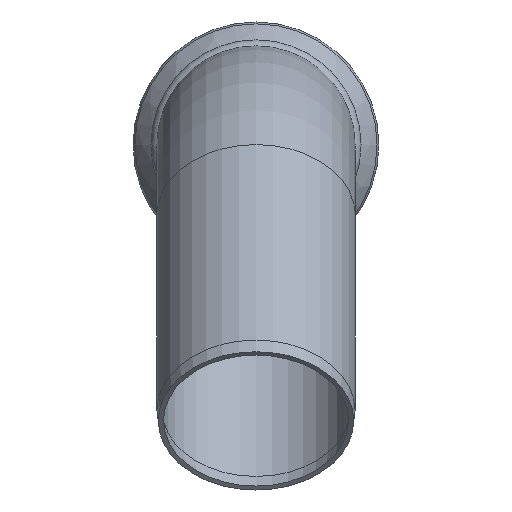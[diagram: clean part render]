
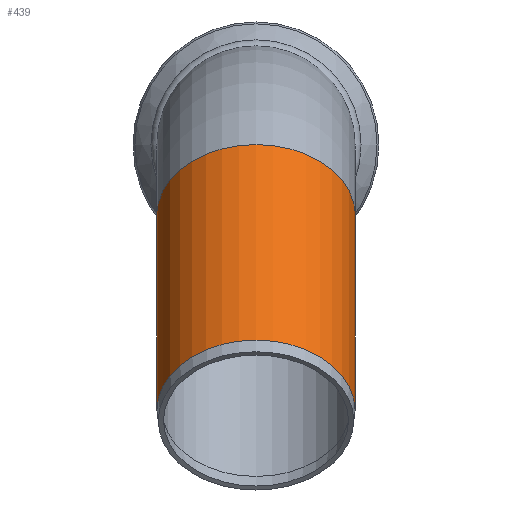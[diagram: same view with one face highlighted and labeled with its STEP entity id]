
A CAD part, left-side view. The second image highlights one B-rep face of the part: STEP entity #439.
In plain terms, the highlighted cylindrical face has radius 38.05 mm (diameter 76.1 mm), a full revolution.
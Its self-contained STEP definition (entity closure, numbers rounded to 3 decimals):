
#22=LINE('',#804,#35);
#35=VECTOR('',#608,38.05);
#47=CYLINDRICAL_SURFACE('',#497,38.05);
#59=FACE_OUTER_BOUND('',#80,.T.);
#80=EDGE_LOOP('',(#311,#312,#313,#314,#315,#316));
#115=CIRCLE('',#498,38.05);
#116=CIRCLE('',#499,38.05);
#117=CIRCLE('',#500,38.05);
#118=CIRCLE('',#501,38.05);
#173=VERTEX_POINT('',#799);
#174=VERTEX_POINT('',#800);
#175=VERTEX_POINT('',#803);
#176=VERTEX_POINT('',#805);
#229=EDGE_CURVE('',#173,#174,#115,.T.);
#230=EDGE_CURVE('',#174,#173,#116,.T.);
#231=EDGE_CURVE('',#174,#175,#22,.T.);
#232=EDGE_CURVE('',#175,#176,#117,.T.);
#233=EDGE_CURVE('',#176,#175,#118,.T.);
#311=ORIENTED_EDGE('',*,*,#229,.F.);
#312=ORIENTED_EDGE('',*,*,#230,.F.);
#313=ORIENTED_EDGE('',*,*,#231,.T.);
#314=ORIENTED_EDGE('',*,*,#232,.T.);
#315=ORIENTED_EDGE('',*,*,#233,.T.);
#316=ORIENTED_EDGE('',*,*,#231,.F.);
#439=ADVANCED_FACE('',(#59),#47,.T.);
#497=AXIS2_PLACEMENT_3D('',#798,#602,#603);
#498=AXIS2_PLACEMENT_3D('',#801,#604,#605);
#499=AXIS2_PLACEMENT_3D('',#802,#606,#607);
#500=AXIS2_PLACEMENT_3D('',#806,#609,#610);
#501=AXIS2_PLACEMENT_3D('',#807,#611,#612);
#602=DIRECTION('center_axis',(-0.707,0.,-0.707));
#603=DIRECTION('ref_axis',(-0.707,0.,0.707));
#604=DIRECTION('center_axis',(-0.707,0.,-0.707));
#605=DIRECTION('ref_axis',(-0.707,0.,0.707));
#606=DIRECTION('center_axis',(-0.707,0.,-0.707));
#607=DIRECTION('ref_axis',(-0.707,0.,0.707));
#608=DIRECTION('',(0.707,0.,0.707));
#609=DIRECTION('center_axis',(-0.707,0.,-0.707));
#610=DIRECTION('ref_axis',(0.,-1.,0.));
#611=DIRECTION('center_axis',(-0.707,0.,-0.707));
#612=DIRECTION('ref_axis',(0.,-1.,0.));
#798=CARTESIAN_POINT('Origin',(-102.247,0.,27.154));
#799=CARTESIAN_POINT('',(-166.699,0.,16.512));
#800=CARTESIAN_POINT('',(-112.888,0.,-37.298));
#801=CARTESIAN_POINT('Origin',(-139.794,0.,-10.393));
#802=CARTESIAN_POINT('Origin',(-139.794,0.,-10.393));
#803=CARTESIAN_POINT('',(-37.795,0.,37.795));
#804=CARTESIAN_POINT('',(-75.342,0.,0.248));
#805=CARTESIAN_POINT('',(-64.7,-38.05,64.7));
#806=CARTESIAN_POINT('Origin',(-64.7,0.,
64.7));
#807=CARTESIAN_POINT('Origin',(-64.7,0.,
64.7));
